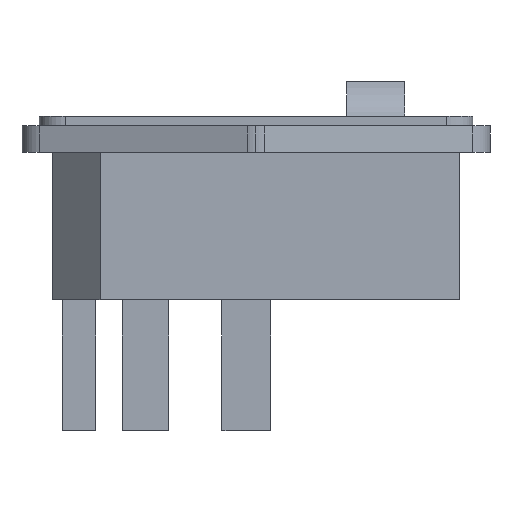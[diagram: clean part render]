
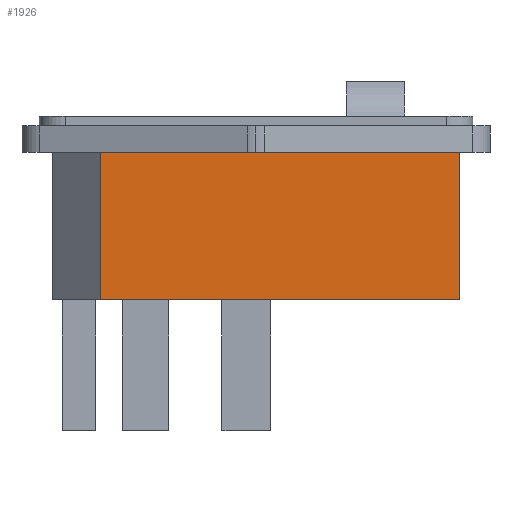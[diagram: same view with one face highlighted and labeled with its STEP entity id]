
A CAD part, left-side view. The second image highlights one B-rep face of the part: STEP entity #1926.
In plain terms, the highlighted planar face has unit normal (-1, 0, 0).
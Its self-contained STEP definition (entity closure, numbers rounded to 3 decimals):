
#37 = VECTOR ( 'NONE', #396, 1000. ) ;
#124 = AXIS2_PLACEMENT_3D ( 'NONE', #624, #3107, #285 ) ;
#269 = EDGE_CURVE ( 'NONE', #1747, #1651, #1921, .T. ) ;
#285 = DIRECTION ( 'NONE',  ( 0., 0., 1. ) ) ;
#370 = LINE ( 'NONE', #1266, #709 ) ;
#396 = DIRECTION ( 'NONE',  ( 0., 0., -1. ) ) ;
#447 = VECTOR ( 'NONE', #2430, 1000. ) ;
#624 = CARTESIAN_POINT ( 'NONE',  ( -13.75, -23.5, -17. ) ) ;
#709 = VECTOR ( 'NONE', #2142, 1000. ) ;
#953 = CARTESIAN_POINT ( 'NONE',  ( -13.75, 18., 7.4 ) ) ;
#1044 = ORIENTED_EDGE ( 'NONE', *, *, #3844, .T. ) ;
#1170 = PLANE ( 'NONE',  #124 ) ;
#1266 = CARTESIAN_POINT ( 'NONE',  ( -13.75, -23.5, -17. ) ) ;
#1336 = CARTESIAN_POINT ( 'NONE',  ( -13.75, 18., 0. ) ) ;
#1651 = VERTEX_POINT ( 'NONE', #3422 ) ;
#1747 = VERTEX_POINT ( 'NONE', #1336 ) ;
#1832 = CARTESIAN_POINT ( 'NONE',  ( -13.75, -23.5, -17. ) ) ;
#1861 = EDGE_CURVE ( 'NONE', #1747, #3993, #3357, .T. ) ;
#1921 = LINE ( 'NONE', #953, #37 ) ;
#1926 = ADVANCED_FACE ( 'NONE', ( #2151 ), #1170, .T. ) ;
#2032 = VERTEX_POINT ( 'NONE', #2199 ) ;
#2089 = CARTESIAN_POINT ( 'NONE',  ( -13.75, -23.5, 0. ) ) ;
#2142 = DIRECTION ( 'NONE',  ( 0., 0., 1. ) ) ;
#2151 = FACE_OUTER_BOUND ( 'NONE', #2717, .T. ) ;
#2179 = ORIENTED_EDGE ( 'NONE', *, *, #2761, .T. ) ;
#2199 = CARTESIAN_POINT ( 'NONE',  ( -13.75, -23.5, -17. ) ) ;
#2206 = VECTOR ( 'NONE', #3026, 1000. ) ;
#2290 = ORIENTED_EDGE ( 'NONE', *, *, #269, .T. ) ;
#2430 = DIRECTION ( 'NONE',  ( 0., -1., 0. ) ) ;
#2717 = EDGE_LOOP ( 'NONE', ( #2290, #1044, #2179, #3172 ) ) ;
#2761 = EDGE_CURVE ( 'NONE', #2032, #3993, #370, .T. ) ;
#3026 = DIRECTION ( 'NONE',  ( 0., -1., 0. ) ) ;
#3107 = DIRECTION ( 'NONE',  ( -1., 0., 0. ) ) ;
#3167 = CARTESIAN_POINT ( 'NONE',  ( -13.75, -23.5, 0. ) ) ;
#3172 = ORIENTED_EDGE ( 'NONE', *, *, #1861, .F. ) ;
#3357 = LINE ( 'NONE', #2089, #447 ) ;
#3360 = LINE ( 'NONE', #1832, #2206 ) ;
#3422 = CARTESIAN_POINT ( 'NONE',  ( -13.75, 18., -17. ) ) ;
#3844 = EDGE_CURVE ( 'NONE', #1651, #2032, #3360, .T. ) ;
#3993 = VERTEX_POINT ( 'NONE', #3167 ) ;
